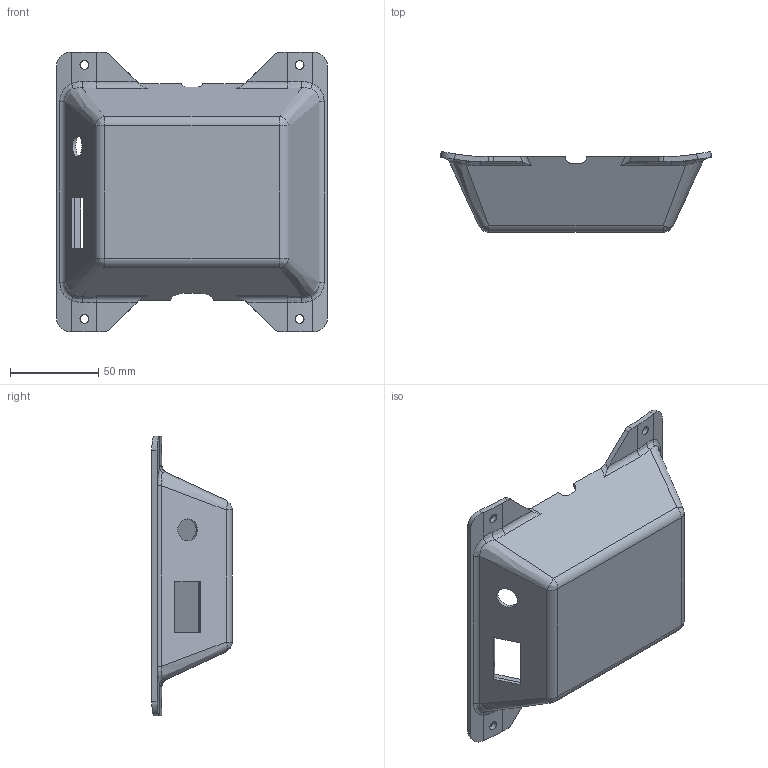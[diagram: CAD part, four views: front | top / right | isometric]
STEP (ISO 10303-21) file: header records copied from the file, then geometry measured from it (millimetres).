
FILE_DESCRIPTION(/* description */ (''),/* implementation_level */ '2;1');
FILE_NAME(/* name */ 'controller enclosure.stp',/* time_stamp */ '2025-07-14T01:44:23-07:00',/* author */ ('devan'),/* organization */ (''),/* preprocessor_version */ 'ST-DEVELOPER v20',/* originating_system */ 'Autodesk Inventor 2025',/* authorisation */ '');
FILE_SCHEMA (('AUTOMOTIVE_DESIGN { 1 0 10303 214 3 1 1 }'));
Length unit declared in the file: millimetre
Products named in the file (1): controller enclosure
Bounding box: 153.68 x 45.57 x 158.47 mm (x, y, z)
Volume: 69359.9 mm3; surface area: 67289.8 mm2
Topology: 1 solids, 1 shells, 135 faces, 365 edges, 238 vertices
Faces by surface type: plane 56, cylinder 51, bspline 28
Full cylindrical faces by diameter (mm): 3 x4, 5 x4, 8 x4, 12.4 x1
Entity records: 5642 total; most frequent: CARTESIAN_POINT 2343, ORIENTED_EDGE 730, DIRECTION 595, EDGE_CURVE 365, VERTEX_POINT 238, AXIS2_PLACEMENT_3D 212, LINE 171, VECTOR 171
